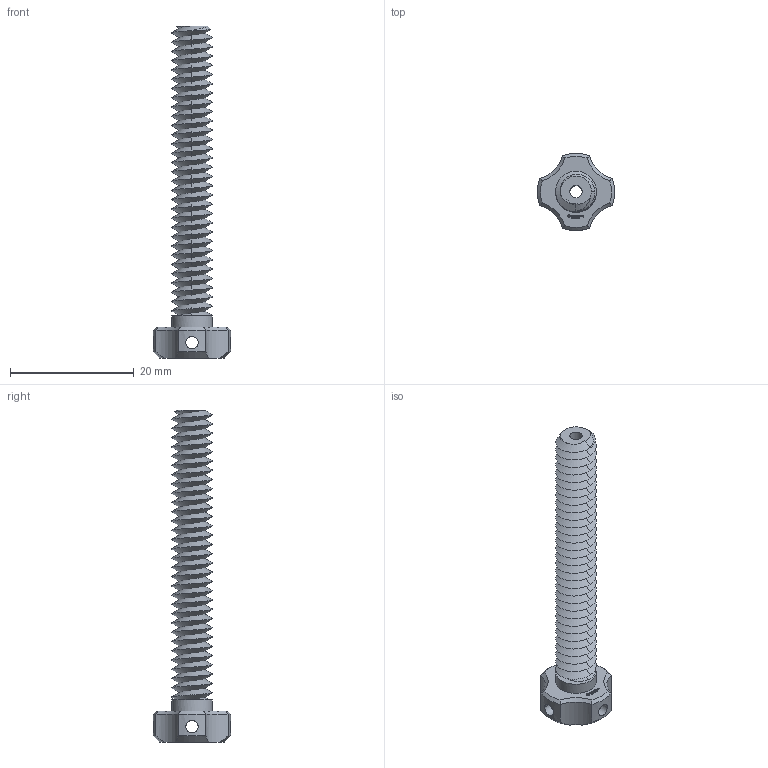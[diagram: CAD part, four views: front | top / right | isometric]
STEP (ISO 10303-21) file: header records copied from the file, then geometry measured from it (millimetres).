
FILE_DESCRIPTION(('FreeCAD Model'),'2;1');
FILE_NAME('Open CASCADE Shape Model','2023-08-17T17:05:42',(''),(''), 'Open CASCADE STEP processor 7.6','FreeCAD','Unknown');
FILE_SCHEMA(('AUTOMOTIVE_DESIGN { 1 0 10303 214 1 1 1 1 }'));
Length unit declared in the file: millimetre
Products named in the file (1): Screw SHD CRS STA FT RH BU03.50 - SPN-SCR-0134 (stemfie.org)
Bounding box: 12.5 x 12.5 x 53.75 mm (x, y, z)
Volume: 1371.6 mm3; surface area: 2426.8 mm2
Topology: 1 solids, 1 shells, 619 faces, 1703 edges, 1114 vertices
Faces by surface type: plane 334, extrusion 180, bspline 65, cylinder 22, cone 18
Full cylindrical faces by diameter (mm): 2 x3, 6.6 x1
Entity records: 50969 total; most frequent: CARTESIAN_POINT 18758, DIRECTION 5038, VECTOR 4095, LINE 3915, ORIENTED_EDGE 3406, PCURVE 3406, DEFINITIONAL_REPRESENTATION 3406, EDGE_CURVE 1703
